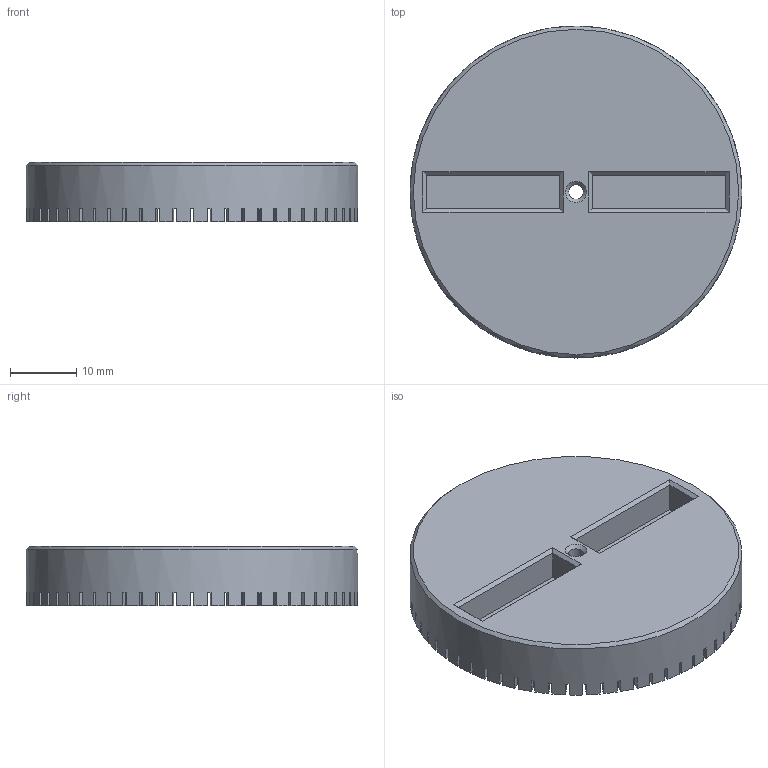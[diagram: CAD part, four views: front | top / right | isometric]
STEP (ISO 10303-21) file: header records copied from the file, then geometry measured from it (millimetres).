
FILE_DESCRIPTION(/* description */ ('STEP AP242','CAx-IF Rec.Pracs.---Representation and Presentation of Product Manufacturing Information (PMI)---4.0---2014-10-13','CAx-IF Rec.Pracs.---3D Tessellated Geometry---0.4---2014-09-14','2;1'),/* implementation_level */ '2;1');
FILE_NAME(/* name */ '672e568759c3c02efcfd89d2',/* time_stamp */ '2024-11-08T18:20:56Z',/* author */ (''),/* organization */ (''),/* preprocessor_version */ 'ST-DEVELOPER v20',/* originating_system */ 'ONSHAPE BY PTC INC, 1.189',/* authorisation */ ' ');
FILE_SCHEMA (('AP242_MANAGED_MODEL_BASED_3D_ENGINEERING_MIM_LF { 1 0 10303 442 1 1 4 }'));
Length unit declared in the file: metre
Products named in the file (1): 60 Pulses
Bounding box: 50 x 50 x 9 mm (x, y, z)
Volume: 11115 mm3; surface area: 6392.7 mm2
Topology: 1 solids, 1 shells, 268 faces, 780 edges, 517 vertices
Faces by surface type: plane 261, cylinder 4, cone 3
Full cylindrical faces by diameter (mm): 2.2 x1, 5 x1, 48 x1, 50 x1
Entity records: 8856 total; most frequent: DIRECTION 1556, CARTESIAN_POINT 1551, ORIENTED_EDGE 1538, EDGE_CURVE 769, LINE 520, VECTOR 520, AXIS2_PLACEMENT_3D 518, VERTEX_POINT 513
